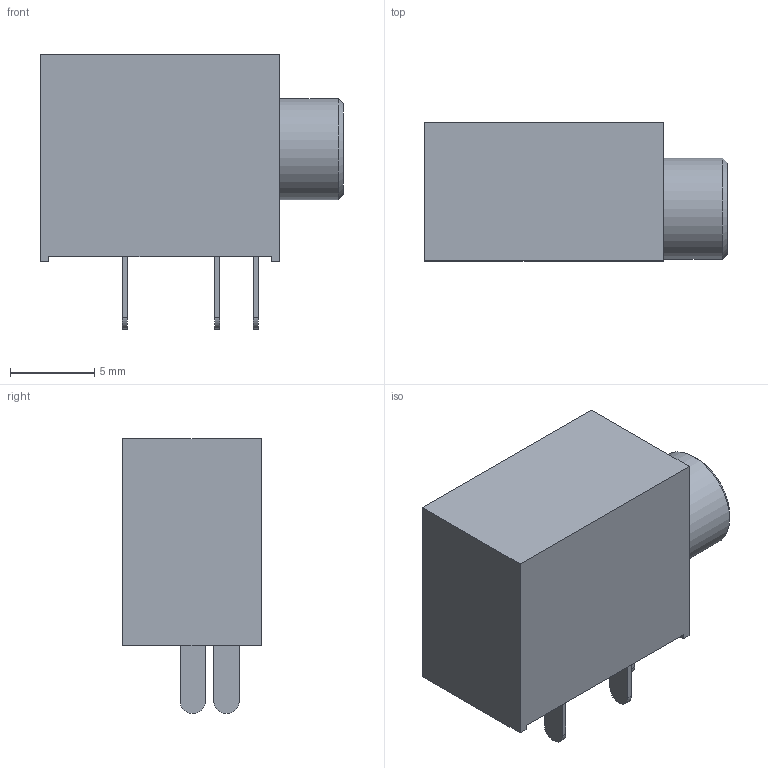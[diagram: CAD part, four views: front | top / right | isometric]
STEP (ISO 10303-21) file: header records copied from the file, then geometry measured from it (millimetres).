
FILE_DESCRIPTION(('FreeCAD Model'),'2;1');
FILE_NAME('jack-3.5mm-st-215n-04.step','2018-02-12T16:23:40',('Author'),(''), 'Open CASCADE STEP processor 6.8','FreeCAD','Unknown');
FILE_SCHEMA(('AUTOMOTIVE_DESIGN_CC2 { 1 2 10303 214 -1 1 5 4 }'));
Length unit declared in the file: millimetre
Products named in the file (5): ASSEMBLY; Chamfer; Terminal2; Terminal3; Terminal1
Assembly tree (4 placements, depth 2):
  ASSEMBLY
    Chamfer
    Terminal2
    Terminal3
    Terminal1
Bounding box: 18 x 8.2 x 16.3 mm (x, y, z)
Volume: 1370.4 mm3; surface area: 1062.4 mm2
Topology: 4 solids, 4 shells, 39 faces, 86 edges, 57 vertices
Faces by surface type: plane 30, cylinder 8, cone 1
Full cylindrical faces by diameter (mm): 3.6 x1, 6 x1
Entity records: 2317 total; most frequent: CARTESIAN_POINT 401, DIRECTION 351, LINE 219, VECTOR 219, ORIENTED_EDGE 172, PCURVE 172, DEFINITIONAL_REPRESENTATION 172, EDGE_CURVE 86
